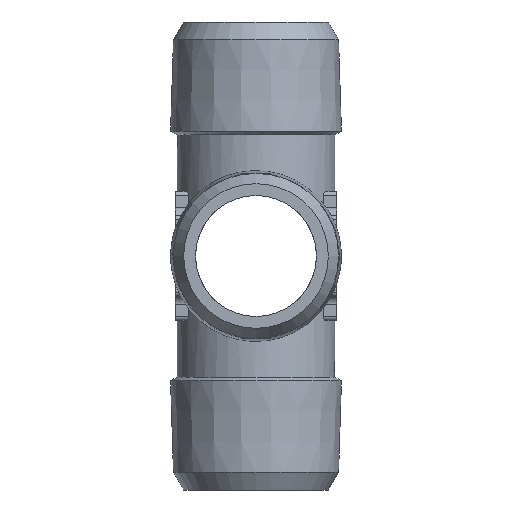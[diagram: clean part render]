
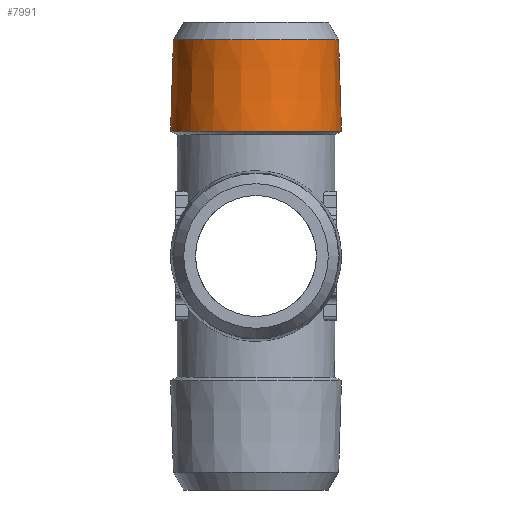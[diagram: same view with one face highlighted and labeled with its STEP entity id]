
A CAD part, left-side view. The second image highlights one B-rep face of the part: STEP entity #7991.
In plain terms, the highlighted conical face has half-angle 1.79 degrees and reference radius 10.602 mm.
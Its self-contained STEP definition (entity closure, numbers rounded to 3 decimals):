
#2035=CONICAL_SURFACE('',#7828,10.603,1.79);
#2091=ORIENTED_EDGE('',*,*,#2627,.F.);
#2092=ORIENTED_EDGE('',*,*,#2626,.F.);
#2446=CIRCLE('',#7827,10.234);
#2447=CIRCLE('',#7829,10.587);
#2500=VERTEX_POINT('',#3369);
#2501=VERTEX_POINT('',#3372);
#2626=EDGE_CURVE('',#2500,#2500,#2446,.T.);
#2627=EDGE_CURVE('',#2501,#2501,#2447,.T.);
#2808=EDGE_LOOP('',(#2091));
#2809=EDGE_LOOP('',(#2092));
#2906=FACE_BOUND('',#2808,.T.);
#2907=FACE_BOUND('',#2809,.T.);
#3012=DIRECTION('',(0.,1.,0.));
#3013=DIRECTION('',(0.,0.,-10.234));
#3014=DIRECTION('',(0.,-1.,0.));
#3015=DIRECTION('',(0.,0.,-1.));
#3016=DIRECTION('',(0.,-1.,0.));
#3017=DIRECTION('',(0.,0.,-10.587));
#3369=CARTESIAN_POINT('',(28.443,67.105,-10.234));
#3370=CARTESIAN_POINT('',(28.443,67.105,0.));
#3371=CARTESIAN_POINT('',(28.443,55.305,0.));
#3372=CARTESIAN_POINT('',(28.443,55.788,-10.587));
#3373=CARTESIAN_POINT('',(28.443,55.788,0.));
#7827=AXIS2_PLACEMENT_3D('',#3370,#3012,#3013);
#7828=AXIS2_PLACEMENT_3D('',#3371,#3014,#3015);
#7829=AXIS2_PLACEMENT_3D('',#3373,#3016,#3017);
#7991=ADVANCED_FACE('',(#2906,#2907),#2035,.T.);
